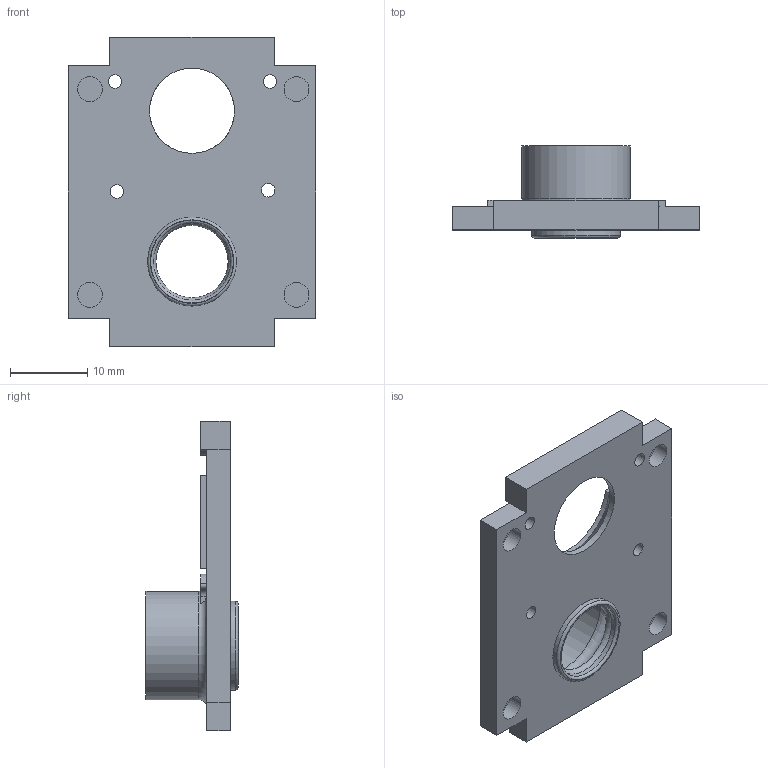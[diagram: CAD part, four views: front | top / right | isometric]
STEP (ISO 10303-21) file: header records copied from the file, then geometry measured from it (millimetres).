
FILE_DESCRIPTION(/* description */ (''),/* implementation_level */ '2;1');
FILE_NAME(/* name */ 'top_part.step',/* time_stamp */ '2022-01-09T12:24:46+01:00',/* author */ (''),/* organization */ (''),/* preprocessor_version */ 'ST-DEVELOPER v18.1',/* originating_system */ 'Autodesk Translation Framework v10.10.0.1391',/* authorisation */ '');
FILE_SCHEMA (('AUTOMOTIVE_DESIGN { 1 0 10303 214 3 1 1 }'));
Length unit declared in the file: millimetre
Products named in the file (3): Cartridge_Top_CoverSlip_NoFlexure; Cartridge_Top v8; Top_Plate_Luer
Assembly tree (2 placements, depth 3):
  Cartridge_Top_CoverSlip_NoFlexure
    Cartridge_Top v8
      Top_Plate_Luer
Bounding box: 32 x 11.9 x 40 mm (x, y, z)
Volume: 3537.7 mm3; surface area: 3576.5 mm2
Topology: 1 solids, 1 shells, 202 faces, 559 edges, 371 vertices
Faces by surface type: bspline 84, plane 68, cylinder 43, torus 4, cone 3
Full cylindrical faces by diameter (mm): 1.75 x4, 3.2 x4, 10 x1, 11 x1, 11.5 x1, 14 x1
Entity records: 6918 total; most frequent: CARTESIAN_POINT 2350, ORIENTED_EDGE 1118, DIRECTION 735, EDGE_CURVE 559, VERTEX_POINT 371, LINE 275, VECTOR 275, AXIS2_PLACEMENT_3D 230
